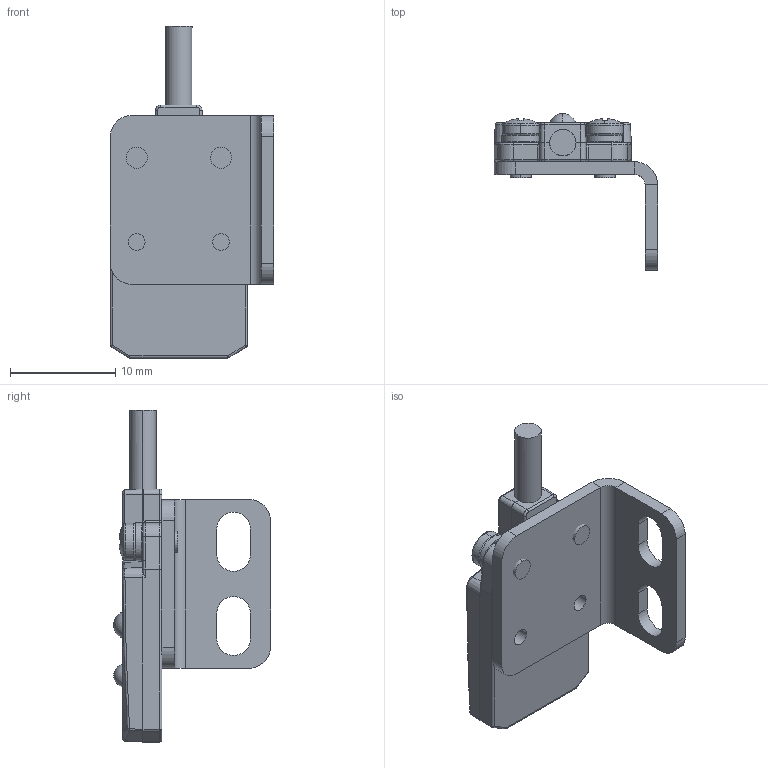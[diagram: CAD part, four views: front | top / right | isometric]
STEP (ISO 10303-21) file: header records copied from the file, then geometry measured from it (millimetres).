
FILE_DESCRIPTION (( 'STEP AP214' ), '1' );
FILE_NAME ('BTF30-DDTL_BTF30-DDTL-P_BTF30-DDTD_BTF30-DDTD-P.STEP', '2019-07-01T07:05:45', ( '10118109' ), ( '' ), 'SwSTEP 2.0', 'SolidWorks 2018', '' );
FILE_SCHEMA (( 'AUTOMOTIVE_DESIGN' ));
Length unit declared in the file: millimetre
Products named in the file (1): BTF30-DDTL_BTF30-DDTL-P_BTF30-DDTD_BTF30-DDTD-P
Bounding box: 15.5 x 14.9 x 31.5 mm (x, y, z)
Volume: 1446.1 mm3; surface area: 1936.2 mm2
Topology: 6 solids, 7 shells, 415 faces, 1016 edges, 621 vertices
Faces by surface type: plane 174, cylinder 126, cone 36, torus 31, bspline 26, sphere 22
Entity records: 17310 total; most frequent: CARTESIAN_POINT 2940, DIRECTION 2077, ORIENTED_EDGE 2016, EDGE_CURVE 1008, AXIS2_PLACEMENT_3D 794, VERTEX_POINT 621, VECTOR 489, LINE 489
